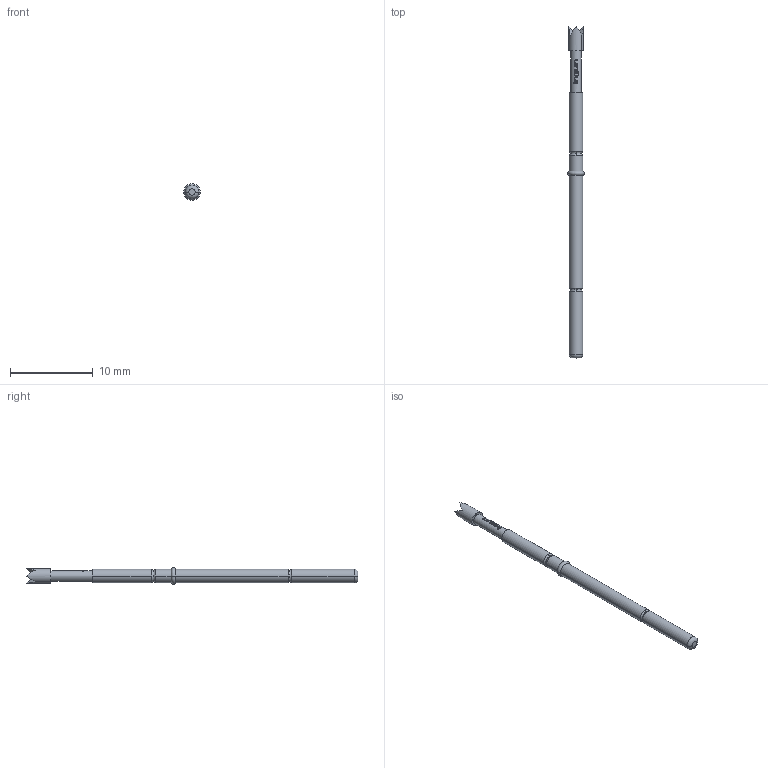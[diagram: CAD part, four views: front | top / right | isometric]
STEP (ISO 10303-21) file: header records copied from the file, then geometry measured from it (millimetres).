
FILE_DESCRIPTION (( 'STEP AP203' ), '1' );
FILE_NAME ('INGUN_GKS-912_204_180_A_xx10.STEP', '2021-09-27T13:14:38', ( 'ochi' ), ( '' ), 'SwSTEP 2.0', 'SolidWorks 2018', '' );
FILE_SCHEMA (( 'CONFIG_CONTROL_DESIGN' ));
Length unit declared in the file: millimetre
Products named in the file (1): INGUN_GKS-912_204_180_A_xx10
Bounding box: 2 x 40 x 2 mm (x, y, z)
Volume: 80.4 mm3; surface area: 210 mm2
Topology: 1 solids, 1 shells, 103 faces, 262 edges, 169 vertices
Faces by surface type: bspline 60, cylinder 18, plane 13, torus 12
Entity records: 4193 total; most frequent: CARTESIAN_POINT 2159, ORIENTED_EDGE 524, EDGE_CURVE 262, DIRECTION 204, B_SPLINE_CURVE_WITH_KNOTS 186, VERTEX_POINT 169, EDGE_LOOP 111, ADVANCED_FACE 103
